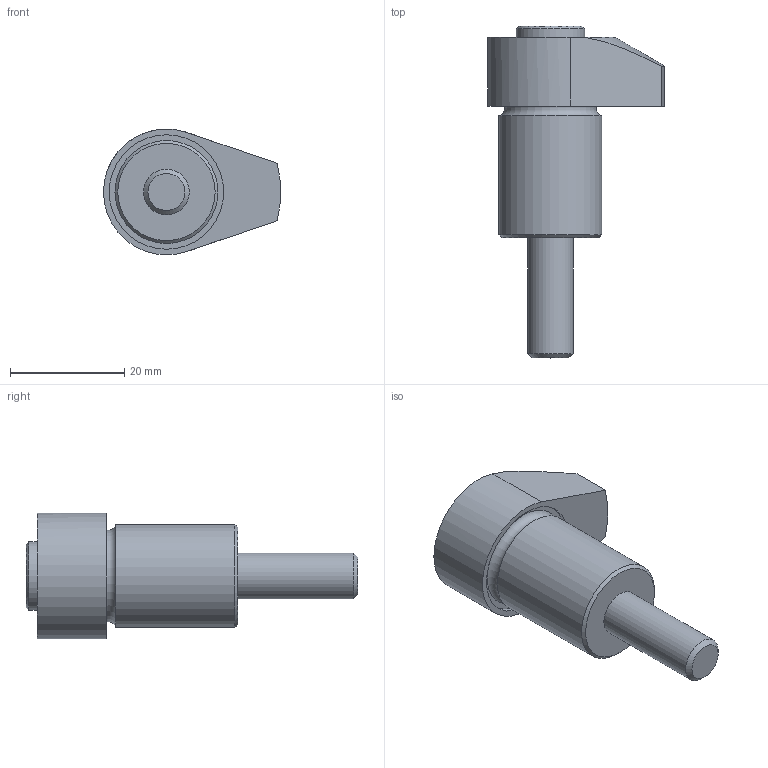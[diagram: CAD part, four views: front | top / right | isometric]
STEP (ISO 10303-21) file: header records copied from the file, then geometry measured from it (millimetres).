
FILE_DESCRIPTION( ( 'STEP AP214' ), '1' );
FILE_NAME( 'K0014.208020.stp', '2020-11-24T14:42:36', ( '' ), ( '' ), ' ', 'PARTsolutions', ' ' );
FILE_SCHEMA( ( 'AUTOMOTIVE_DESIGN { 1 0 10303 214 1 1 1 1 }' ) );
Length unit declared in the file: millimetre
Products named in the file (1): _K0014.208020
Bounding box: 30.93 x 58 x 22 mm (x, y, z)
Volume: 12656.8 mm3; surface area: 4496.3 mm2
Topology: 1 solids, 1 shells, 29 faces, 60 edges, 39 vertices
Faces by surface type: plane 17, cylinder 7, cone 4, torus 1
Full cylindrical faces by diameter (mm): 8 x1, 12 x1, 13 x1, 18 x1, 20 x1, 22 x1
Entity records: 968 total; most frequent: CARTESIAN_POINT 137, DIRECTION 126, ORIENTED_EDGE 96, AXIS2_PLACEMENT_3D 50, EDGE_CURVE 48, EDGE_LOOP 45, VERTEX_POINT 37, FACE_OUTER_BOUND 36
